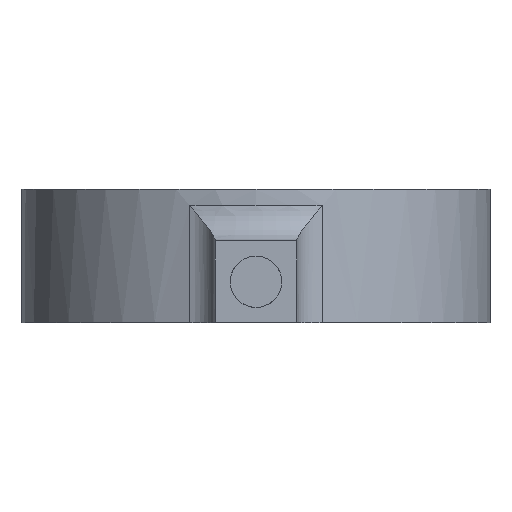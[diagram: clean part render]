
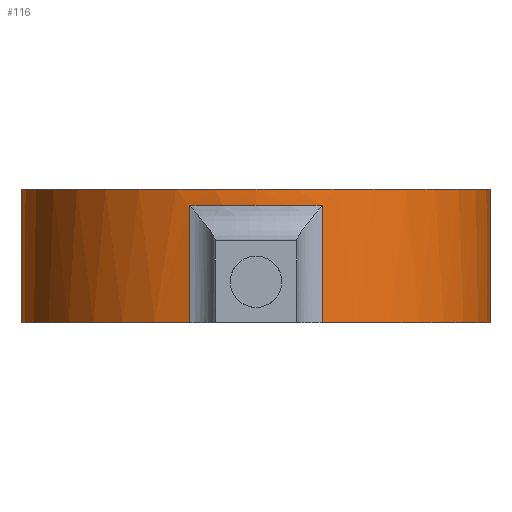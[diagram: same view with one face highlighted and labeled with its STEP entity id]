
A CAD part, front view. The second image highlights one B-rep face of the part: STEP entity #116.
In plain terms, the highlighted cylindrical face has radius 20 mm (diameter 40 mm), a partial arc.
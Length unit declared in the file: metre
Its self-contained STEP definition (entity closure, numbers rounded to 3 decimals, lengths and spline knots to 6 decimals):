
#116 = ADVANCED_FACE( '', ( #259 ), #260, .T. );
#259 = FACE_OUTER_BOUND( '', #430, .T. );
#260 = CYLINDRICAL_SURFACE( '', #431, 0.02 );
#430 = EDGE_LOOP( '', ( #703, #704, #705, #706, #707, #708, #709, #710 ) );
#431 = AXIS2_PLACEMENT_3D( '', #711, #712, #713 );
#703 = ORIENTED_EDGE( '', *, *, #1098, .F. );
#704 = ORIENTED_EDGE( '', *, *, #1121, .T. );
#705 = ORIENTED_EDGE( '', *, *, #1122, .F. );
#706 = ORIENTED_EDGE( '', *, *, #1123, .F. );
#707 = ORIENTED_EDGE( '', *, *, #1124, .F. );
#708 = ORIENTED_EDGE( '', *, *, #1047, .F. );
#709 = ORIENTED_EDGE( '', *, *, #1125, .F. );
#710 = ORIENTED_EDGE( '', *, *, #1126, .F. );
#711 = CARTESIAN_POINT( '', ( 0., -0.0016, -0.002522 ) );
#712 = DIRECTION( '', ( 0., 0., -1. ) );
#713 = DIRECTION( '', ( 1., 0., 0. ) );
#1047 = EDGE_CURVE( '', #1258, #1260, #1261, .T. );
#1098 = EDGE_CURVE( '', #1342, #1344, #1345, .F. );
#1121 = EDGE_CURVE( '', #1342, #1382, #1383, .F. );
#1122 = EDGE_CURVE( '', #1384, #1382, #1385, .T. );
#1123 = EDGE_CURVE( '', #1386, #1384, #1387, .T. );
#1124 = EDGE_CURVE( '', #1260, #1386, #1388, .F. );
#1125 = EDGE_CURVE( '', #1389, #1258, #1390, .T. );
#1126 = EDGE_CURVE( '', #1344, #1389, #1391, .T. );
#1258 = VERTEX_POINT( '', #1572 );
#1260 = VERTEX_POINT( '', #1589 );
#1261 = CIRCLE( '', #1590, 0.02 );
#1342 = VERTEX_POINT( '', #1782 );
#1344 = VERTEX_POINT( '', #1785 );
#1345 = LINE( '', #1786, #1787 );
#1382 = VERTEX_POINT( '', #1848 );
#1383 = CIRCLE( '', #1849, 0.02 );
#1384 = VERTEX_POINT( '', #1850 );
#1385 = LINE( '', #1851, #1852 );
#1386 = VERTEX_POINT( '', #1853 );
#1387 = CIRCLE( '', #1854, 0.02 );
#1388 = LINE( '', #1855, #1856 );
#1389 = VERTEX_POINT( '', #1857 );
#1390 = LINE( '', #1858, #1859 );
#1391 = CIRCLE( '', #1860, 0.02 );
#1572 = CARTESIAN_POINT( '', ( 0.005652, -0.020785, 0.001478 ) );
#1589 = CARTESIAN_POINT( '', ( -0.005652, -0.020785, 0.001478 ) );
#1590 = AXIS2_PLACEMENT_3D( '', #2112, #2113, #2114 );
#1782 = CARTESIAN_POINT( '', ( 0.02, -0.0016, 0.002878 ) );
#1785 = CARTESIAN_POINT( '', ( 0.02, -0.0016, -0.008522 ) );
#1786 = CARTESIAN_POINT( '', ( 0.02, -0.0016, -0.002522 ) );
#1787 = VECTOR( '', #2162, 1. );
#1848 = CARTESIAN_POINT( '', ( -0.02, -0.0016, 0.002878 ) );
#1849 = AXIS2_PLACEMENT_3D( '', #2190, #2191, #2192 );
#1850 = CARTESIAN_POINT( '', ( -0.02, -0.0016, -0.008522 ) );
#1851 = CARTESIAN_POINT( '', ( -0.02, -0.0016, -0.002522 ) );
#1852 = VECTOR( '', #2193, 1. );
#1853 = CARTESIAN_POINT( '', ( -0.005652, -0.020785, -0.008522 ) );
#1854 = AXIS2_PLACEMENT_3D( '', #2194, #2195, #2196 );
#1855 = CARTESIAN_POINT( '', ( -0.005652, -0.020785, -0.002522 ) );
#1856 = VECTOR( '', #2197, 1. );
#1857 = CARTESIAN_POINT( '', ( 0.005652, -0.020785, -0.008522 ) );
#1858 = CARTESIAN_POINT( '', ( 0.005652, -0.020785, -0.002522 ) );
#1859 = VECTOR( '', #2198, 1. );
#1860 = AXIS2_PLACEMENT_3D( '', #2199, #2200, #2201 );
#2112 = CARTESIAN_POINT( '', ( 0., -0.0016, 0.001478 ) );
#2113 = DIRECTION( '', ( 0., 0., -1. ) );
#2114 = DIRECTION( '', ( 1., 0., 0. ) );
#2162 = DIRECTION( '', ( 0., 0., 1. ) );
#2190 = CARTESIAN_POINT( '', ( 0., -0.0016, 0.002878 ) );
#2191 = DIRECTION( '', ( 0., 0., 1. ) );
#2192 = DIRECTION( '', ( 1., 0., 0. ) );
#2193 = DIRECTION( '', ( 0., 0., 1. ) );
#2194 = CARTESIAN_POINT( '', ( 0., -0.0016, -0.008522 ) );
#2195 = DIRECTION( '', ( 0., 0., -1. ) );
#2196 = DIRECTION( '', ( 1., 0., 0. ) );
#2197 = DIRECTION( '', ( 0., 0., 1. ) );
#2198 = DIRECTION( '', ( 0., 0., 1. ) );
#2199 = CARTESIAN_POINT( '', ( 0., -0.0016, -0.008522 ) );
#2200 = DIRECTION( '', ( 0., 0., -1. ) );
#2201 = DIRECTION( '', ( 1., 0., 0. ) );
